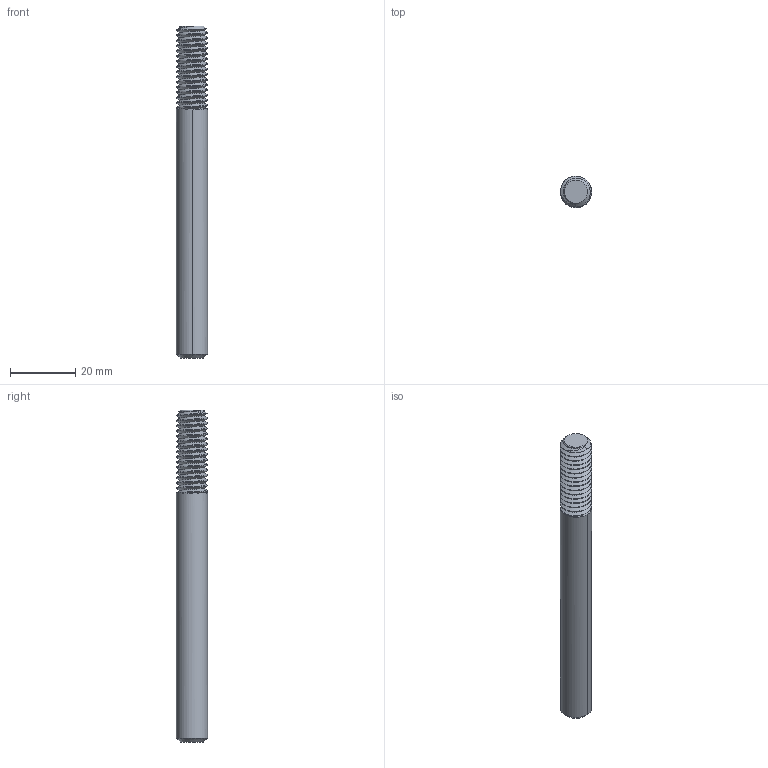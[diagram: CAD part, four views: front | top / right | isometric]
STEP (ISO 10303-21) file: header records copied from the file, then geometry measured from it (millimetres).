
FILE_DESCRIPTION (( 'STEP AP203' ), '1' );
FILE_NAME ('97042A352_18-8 Stainless Steel Partially Threaded Stud.STEP', '2021-07-09T14:26:02', ( 'Administrator' ), ( 'Managed by Terraform' ), 'SwSTEP 2.0', 'SolidWorks 2017', '' );
FILE_SCHEMA (( 'CONFIG_CONTROL_DESIGN' ));
Length unit declared in the file: inch
Products named in the file (1): 97042A352_18-8 Stainless Steel Partially Threaded Stud
Bounding box: 9.53 x 9.53 x 101.6 mm (x, y, z)
Volume: 6852.4 mm3; surface area: 3562 mm2
Topology: 1 solids, 1 shells, 43 faces, 120 edges, 79 vertices
Faces by surface type: cylinder 32, cone 5, plane 3, bspline 3
Entity records: 4065 total; most frequent: CARTESIAN_POINT 3100, ORIENTED_EDGE 240, DIRECTION 133, EDGE_CURVE 120, VERTEX_POINT 79, AXIS2_PLACEMENT_3D 48, EDGE_LOOP 43, ADVANCED_FACE 43
